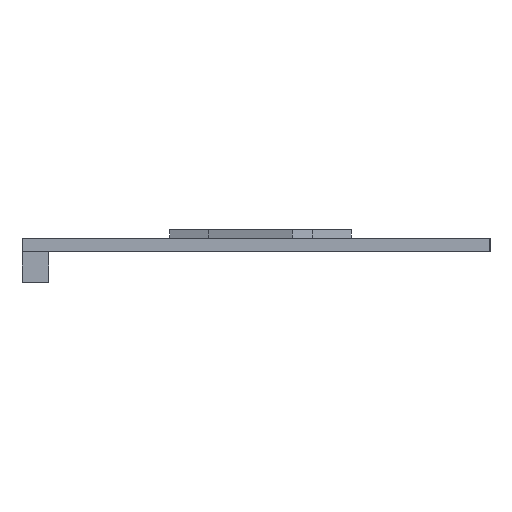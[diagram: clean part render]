
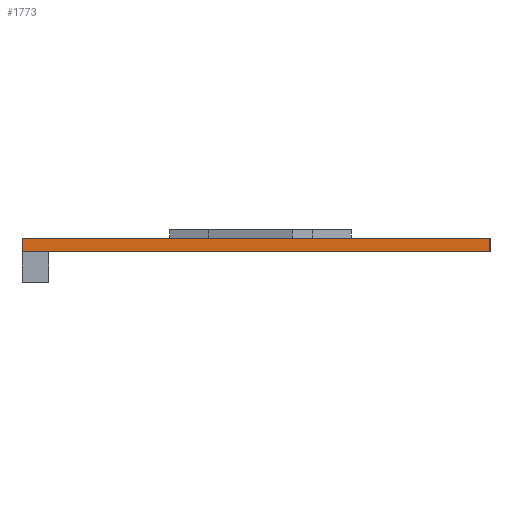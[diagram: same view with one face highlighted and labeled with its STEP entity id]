
A CAD part, left-side view. The second image highlights one B-rep face of the part: STEP entity #1773.
In plain terms, the highlighted planar face has unit normal (-1, 0, 0).
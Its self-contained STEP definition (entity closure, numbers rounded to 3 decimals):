
#143=FACE_OUTER_BOUND('',#241,.T.);
#241=EDGE_LOOP('',(#1487,#1488,#1489,#1490));
#313=LINE('',#2369,#533);
#317=LINE('',#2377,#537);
#456=LINE('',#2927,#676);
#457=LINE('',#2928,#677);
#533=VECTOR('',#1971,10.);
#537=VECTOR('',#1977,10.);
#676=VECTOR('',#2198,10.);
#677=VECTOR('',#2199,10.);
#739=VERTEX_POINT('',#2366);
#740=VERTEX_POINT('',#2368);
#743=VERTEX_POINT('',#2376);
#857=VERTEX_POINT('',#2926);
#921=EDGE_CURVE('',#739,#740,#313,.T.);
#925=EDGE_CURVE('',#743,#740,#317,.T.);
#1096=EDGE_CURVE('',#857,#739,#456,.T.);
#1097=EDGE_CURVE('',#857,#743,#457,.T.);
#1487=ORIENTED_EDGE('',*,*,#925,.T.);
#1488=ORIENTED_EDGE('',*,*,#921,.F.);
#1489=ORIENTED_EDGE('',*,*,#1096,.F.);
#1490=ORIENTED_EDGE('',*,*,#1097,.T.);
#1681=PLANE('',#1863);
#1773=ADVANCED_FACE('',(#143),#1681,.T.);
#1863=AXIS2_PLACEMENT_3D('',#2925,#2196,#2197);
#1971=DIRECTION('',(0.,0.,1.));
#1977=DIRECTION('',(0.,1.,0.));
#2196=DIRECTION('center_axis',(-1.,0.,0.));
#2197=DIRECTION('ref_axis',(0.,-1.,0.));
#2198=DIRECTION('',(0.,1.,0.));
#2199=DIRECTION('',(0.,0.,1.));
#2366=CARTESIAN_POINT('',(-2.,13.,31.));
#2368=CARTESIAN_POINT('',(-2.,13.,34.));
#2369=CARTESIAN_POINT('',(-2.,13.,31.));
#2376=CARTESIAN_POINT('',(-2.,-93.,34.));
#2377=CARTESIAN_POINT('',(-2.,-13.5,34.));
#2925=CARTESIAN_POINT('Origin',(-2.,13.,31.));
#2926=CARTESIAN_POINT('',(-2.,-93.,31.));
#2927=CARTESIAN_POINT('',(-2.,-93.,31.));
#2928=CARTESIAN_POINT('',(-2.,-93.,31.));
